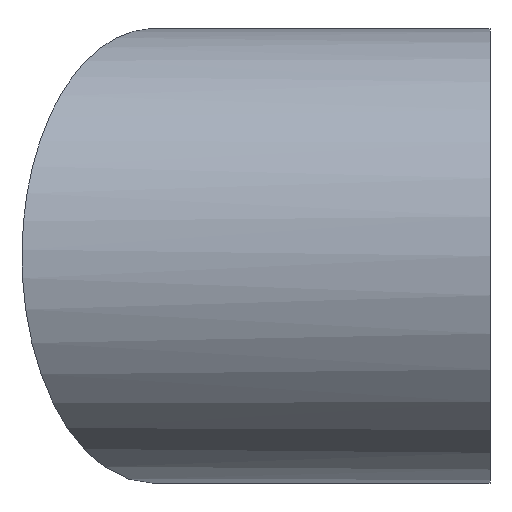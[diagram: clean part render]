
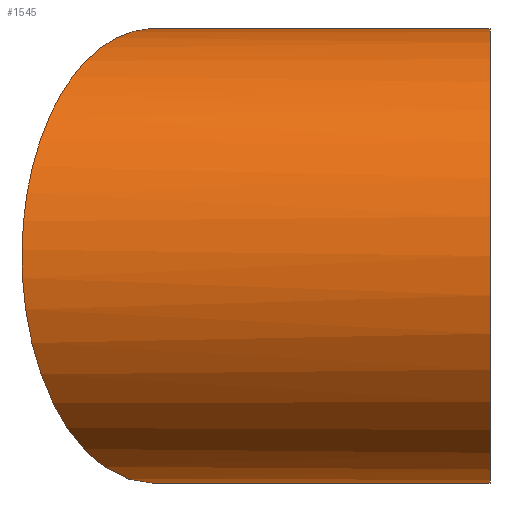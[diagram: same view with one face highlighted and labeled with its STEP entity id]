
A CAD part, left-side view. The second image highlights one B-rep face of the part: STEP entity #1545.
In plain terms, the highlighted cylindrical face has radius 280 mm (diameter 560 mm), a full revolution.
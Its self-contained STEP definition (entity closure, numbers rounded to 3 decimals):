
#1545 = ADVANCED_FACE( '', ( #3482, #3483 ), #3484, .T. );
#3482 = FACE_OUTER_BOUND( '', #5816, .T. );
#3483 = FACE_OUTER_BOUND( '', #5817, .T. );
#3484 = CYLINDRICAL_SURFACE( '', #5818, 280. );
#5816 = EDGE_LOOP( '', ( #10656 ) );
#5817 = EDGE_LOOP( '', ( #10657 ) );
#5818 = AXIS2_PLACEMENT_3D( '', #10658, #10659, #10660 );
#10656 = ORIENTED_EDGE( '', *, *, #13960, .T. );
#10657 = ORIENTED_EDGE( '', *, *, #14353, .F. );
#10658 = CARTESIAN_POINT( '', ( 0., 0., 0. ) );
#10659 = DIRECTION( '', ( 0., 1., 0. ) );
#10660 = DIRECTION( '', ( 0., 0., -1. ) );
#13960 = EDGE_CURVE( '', #17061, #17061, #17062, .F. );
#14353 = EDGE_CURVE( '', #17703, #17703, #17704, .T. );
#17061 = VERTEX_POINT( '', #21499 );
#17062 = ELLIPSE( '', #21500, 323.316, 280. );
#17703 = VERTEX_POINT( '', #22443 );
#17704 = CIRCLE( '', #22444, 280. );
#21499 = CARTESIAN_POINT( '', ( 280., 253.464, 0. ) );
#21500 = AXIS2_PLACEMENT_3D( '', #26351, #26352, #26353 );
#22443 = CARTESIAN_POINT( '', ( 0., 0., -280. ) );
#22444 = AXIS2_PLACEMENT_3D( '', #26656, #26657, #26658 );
#26351 = CARTESIAN_POINT( '', ( 0., 415.122, 0. ) );
#26352 = DIRECTION( '', ( 0.5, 0.866, 0. ) );
#26353 = DIRECTION( '', ( 0.866, -0.5, 0. ) );
#26656 = CARTESIAN_POINT( '', ( 0., 0., 0. ) );
#26657 = DIRECTION( '', ( 0., -1., 0. ) );
#26658 = DIRECTION( '', ( 0., 0., -1. ) );
